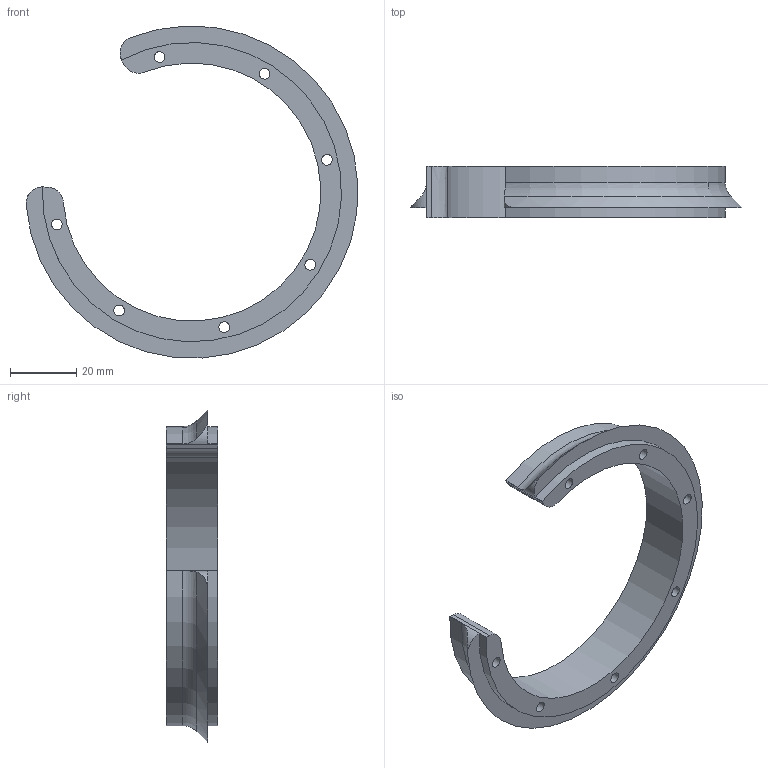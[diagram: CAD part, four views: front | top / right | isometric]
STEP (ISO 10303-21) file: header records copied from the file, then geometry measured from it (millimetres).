
FILE_DESCRIPTION(/* description */ (''),/* implementation_level */ '2;1');
FILE_NAME(/* name */ '2023.001.033.003 - Вставка пластиковая.stp',/* time_stamp */ '2023-11-01T20:46:04+03:00',/* author */ (''),/* organization */ (''),/* preprocessor_version */ 'ST-DEVELOPER v16.7',/* originating_system */ 'SIEMENS PLM Software NX 12.0',/* authorisation */ '');
FILE_SCHEMA (('AUTOMOTIVE_DESIGN { 1 0 10303 214 3 1 1 1 }'));
Length unit declared in the file: millimetre
Products named in the file (1): 2023.001.033.003 - Вставка пластиковая
Bounding box: 100.31 x 15.5 x 100.38 mm (x, y, z)
Volume: 23574.1 mm3; surface area: 12477.4 mm2
Topology: 1 solids, 1 shells, 21 faces, 57 edges, 38 vertices
Faces by surface type: cylinder 13, plane 5, cone 1, extrusion 1, torus 1
Full cylindrical faces by diameter (mm): 3.242 x7
Entity records: 710 total; most frequent: CARTESIAN_POINT 147, DIRECTION 111, ORIENTED_EDGE 100, EDGE_CURVE 50, AXIS2_PLACEMENT_3D 49, EDGE_LOOP 42, VERTEX_POINT 38, FACE_BOUND 30
